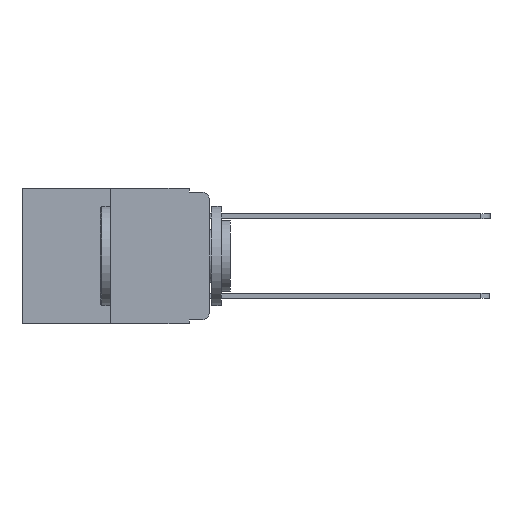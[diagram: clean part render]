
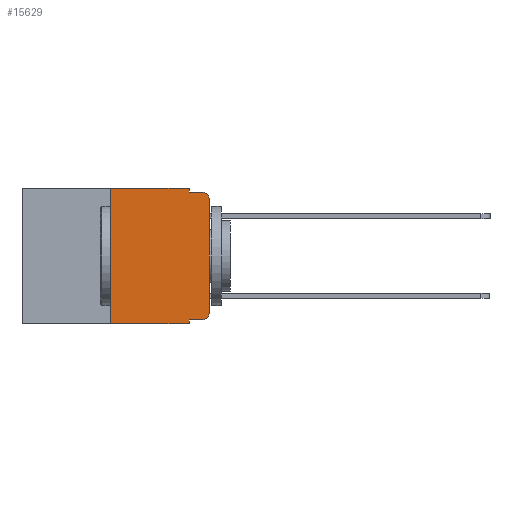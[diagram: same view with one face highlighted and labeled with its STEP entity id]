
A CAD part, left-side view. The second image highlights one B-rep face of the part: STEP entity #15629.
In plain terms, the highlighted planar face has unit normal (-1, 0, 0).
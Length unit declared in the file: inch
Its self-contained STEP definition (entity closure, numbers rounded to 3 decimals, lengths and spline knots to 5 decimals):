
#367 = DIRECTION ( 'NONE',  ( 0., 0., -1. ) ) ;
#467 = LINE ( 'NONE', #13369, #24109 ) ;
#1511 = CARTESIAN_POINT ( 'NONE',  ( 0., 0.473, 0. ) ) ;
#2009 = DIRECTION ( 'NONE',  ( 0., -1., 0. ) ) ;
#2372 = DIRECTION ( 'NONE',  ( 0., -1., 0. ) ) ;
#2586 = LINE ( 'NONE', #23066, #21890 ) ;
#2833 = CARTESIAN_POINT ( 'NONE',  ( 0., 0., 0. ) ) ;
#3282 = VECTOR ( 'NONE', #14766, 39.37008 ) ;
#3583 = CARTESIAN_POINT ( 'NONE',  ( 0., 0.02, -0.313 ) ) ;
#3623 = VECTOR ( 'NONE', #2372, 39.37008 ) ;
#3627 = EDGE_CURVE ( 'NONE', #15186, #7545, #7741, .T. ) ;
#3794 = DIRECTION ( 'NONE',  ( -1., 0., 0. ) ) ;
#4203 = VERTEX_POINT ( 'NONE', #21833 ) ;
#4505 = DIRECTION ( 'NONE',  ( 0., 0., -1. ) ) ;
#4717 = LINE ( 'NONE', #23319, #23898 ) ;
#4909 = CARTESIAN_POINT ( 'NONE',  ( 0., 0.25, -0.343 ) ) ;
#5201 = EDGE_CURVE ( 'NONE', #13526, #4203, #22761, .T. ) ;
#5273 = VERTEX_POINT ( 'NONE', #4909 ) ;
#5464 = CARTESIAN_POINT ( 'NONE',  ( 0., 0.051, -0.343 ) ) ;
#5476 = DIRECTION ( 'NONE',  ( 0., 0., -1. ) ) ;
#5631 = DIRECTION ( 'NONE',  ( 1., 0., 0. ) ) ;
#5811 = LINE ( 'NONE', #22800, #15870 ) ;
#5929 = VERTEX_POINT ( 'NONE', #24159 ) ;
#6163 = EDGE_CURVE ( 'NONE', #18806, #20961, #2586, .T. ) ;
#6517 = EDGE_CURVE ( 'NONE', #18806, #16200, #467, .T. ) ;
#7030 = EDGE_CURVE ( 'NONE', #16200, #13526, #23512, .T. ) ;
#7272 = AXIS2_PLACEMENT_3D ( 'NONE', #3583, #16789, #5476 ) ;
#7545 = VERTEX_POINT ( 'NONE', #14480 ) ;
#7741 = LINE ( 'NONE', #1511, #3282 ) ;
#7760 = EDGE_CURVE ( 'NONE', #4203, #7959, #22101, .T. ) ;
#7959 = VERTEX_POINT ( 'NONE', #22924 ) ;
#10045 = AXIS2_PLACEMENT_3D ( 'NONE', #22340, #5631, #18763 ) ;
#10148 = AXIS2_PLACEMENT_3D ( 'NONE', #15133, #3794, #17005 ) ;
#10315 = EDGE_CURVE ( 'NONE', #5929, #7959, #19745, .T. ) ;
#11977 = EDGE_CURVE ( 'NONE', #5273, #20961, #23353, .T. ) ;
#12123 = CARTESIAN_POINT ( 'NONE',  ( 0., 0., -0.313 ) ) ;
#12284 = EDGE_CURVE ( 'NONE', #5273, #15186, #4717, .T. ) ;
#12340 = DIRECTION ( 'NONE',  ( 0., 0., 1. ) ) ;
#13320 = CARTESIAN_POINT ( 'NONE',  ( 0., 0.02, -0.333 ) ) ;
#13369 = CARTESIAN_POINT ( 'NONE',  ( 0., 0.051, -0.333 ) ) ;
#13526 = VERTEX_POINT ( 'NONE', #12123 ) ;
#13584 = VECTOR ( 'NONE', #21461, 39.37008 ) ;
#14076 = EDGE_CURVE ( 'NONE', #7545, #5929, #5811, .T. ) ;
#14480 = CARTESIAN_POINT ( 'NONE',  ( 0., 0.051, 0. ) ) ;
#14766 = DIRECTION ( 'NONE',  ( 0., -1., 0. ) ) ;
#15094 = FACE_OUTER_BOUND ( 'NONE', #24013, .T. ) ;
#15133 = CARTESIAN_POINT ( 'NONE',  ( 0., 0.02, -0.03 ) ) ;
#15186 = VERTEX_POINT ( 'NONE', #19339 ) ;
#15439 = CARTESIAN_POINT ( 'NONE',  ( 0., 0.051, -0.333 ) ) ;
#15629 = ADVANCED_FACE ( 'NONE', ( #15094 ), #24121, .F. ) ;
#15657 = ORIENTED_EDGE ( 'NONE', *, *, #5201, .T. ) ;
#15870 = VECTOR ( 'NONE', #367, 39.37008 ) ;
#16200 = VERTEX_POINT ( 'NONE', #13320 ) ;
#16371 = ORIENTED_EDGE ( 'NONE', *, *, #7760, .T. ) ;
#16676 = ORIENTED_EDGE ( 'NONE', *, *, #10315, .F. ) ;
#16789 = DIRECTION ( 'NONE',  ( -1., 0., 0. ) ) ;
#16863 = VECTOR ( 'NONE', #20673, 39.37008 ) ;
#17005 = DIRECTION ( 'NONE',  ( 0., 0., -1. ) ) ;
#17516 = ORIENTED_EDGE ( 'NONE', *, *, #14076, .F. ) ;
#18763 = DIRECTION ( 'NONE',  ( 0., 0., -1. ) ) ;
#18785 = ORIENTED_EDGE ( 'NONE', *, *, #3627, .F. ) ;
#18806 = VERTEX_POINT ( 'NONE', #15439 ) ;
#19339 = CARTESIAN_POINT ( 'NONE',  ( 0., 0.25, 0. ) ) ;
#19745 = LINE ( 'NONE', #22853, #3623 ) ;
#19885 = ORIENTED_EDGE ( 'NONE', *, *, #12284, .F. ) ;
#20329 = ORIENTED_EDGE ( 'NONE', *, *, #11977, .T. ) ;
#20673 = DIRECTION ( 'NONE',  ( 0., -1., 0. ) ) ;
#20942 = ORIENTED_EDGE ( 'NONE', *, *, #6163, .F. ) ;
#20961 = VERTEX_POINT ( 'NONE', #5464 ) ;
#21092 = ORIENTED_EDGE ( 'NONE', *, *, #6517, .T. ) ;
#21163 = ORIENTED_EDGE ( 'NONE', *, *, #7030, .T. ) ;
#21461 = DIRECTION ( 'NONE',  ( 0., 0., 1. ) ) ;
#21833 = CARTESIAN_POINT ( 'NONE',  ( 0., 0., -0.03 ) ) ;
#21890 = VECTOR ( 'NONE', #4505, 39.37008 ) ;
#22101 = CIRCLE ( 'NONE', #10148, 0.02 ) ;
#22340 = CARTESIAN_POINT ( 'NONE',  ( 0., 0.473, 0. ) ) ;
#22488 = CARTESIAN_POINT ( 'NONE',  ( 0., 0.473, -0.343 ) ) ;
#22761 = LINE ( 'NONE', #2833, #13584 ) ;
#22800 = CARTESIAN_POINT ( 'NONE',  ( 0., 0.051, 0. ) ) ;
#22853 = CARTESIAN_POINT ( 'NONE',  ( 0., 0.051, -0.01 ) ) ;
#22924 = CARTESIAN_POINT ( 'NONE',  ( 0., 0.02, -0.01 ) ) ;
#23066 = CARTESIAN_POINT ( 'NONE',  ( 0., 0.051, 0. ) ) ;
#23319 = CARTESIAN_POINT ( 'NONE',  ( 0., 0.25, 0. ) ) ;
#23353 = LINE ( 'NONE', #22488, #16863 ) ;
#23512 = CIRCLE ( 'NONE', #7272, 0.02 ) ;
#23898 = VECTOR ( 'NONE', #12340, 39.37008 ) ;
#24013 = EDGE_LOOP ( 'NONE', ( #15657, #16371, #16676, #17516, #18785, #19885, #20329, #20942, #21092, #21163 ) ) ;
#24109 = VECTOR ( 'NONE', #2009, 39.37008 ) ;
#24121 = PLANE ( 'NONE',  #10045 ) ;
#24159 = CARTESIAN_POINT ( 'NONE',  ( 0., 0.051, -0.01 ) ) ;
